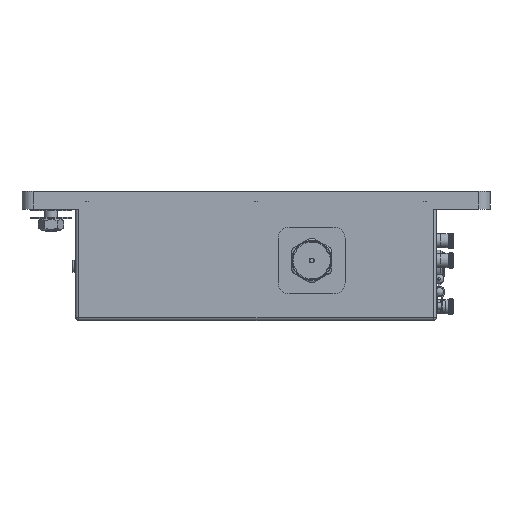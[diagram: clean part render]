
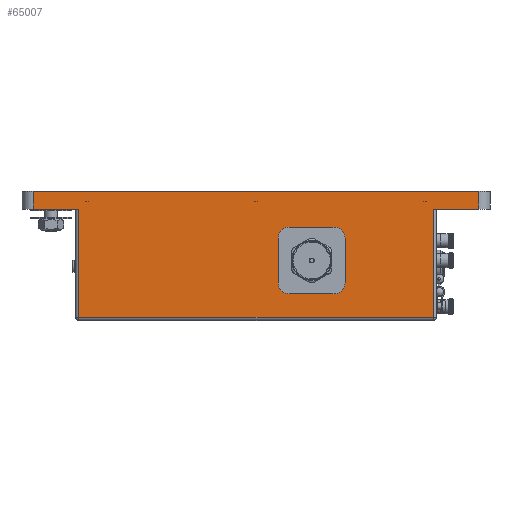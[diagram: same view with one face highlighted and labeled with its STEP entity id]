
A CAD part, left-side view. The second image highlights one B-rep face of the part: STEP entity #65007.
In plain terms, the highlighted planar face has unit normal (-1, 0, 0).
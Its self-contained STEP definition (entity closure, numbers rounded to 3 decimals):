
#1041=FACE_BOUND('',#9201,.T.);
#2893=PLANE('',#69781);
#5830=FACE_OUTER_BOUND('',#9200,.T.);
#9200=EDGE_LOOP('',(#53084,#53085,#53086,#53087,#53088,#53089,#53090,#53091));
#9201=EDGE_LOOP('',(#53092,#53093,#53094,#53095,#53096,#53097,#53098,#53099));
#11858=CIRCLE('',#69782,5.);
#11859=CIRCLE('',#69783,5.);
#11860=CIRCLE('',#69784,5.);
#11861=CIRCLE('',#69785,5.);
#18056=LINE('',#201266,#22166);
#18057=LINE('',#201270,#22167);
#18058=LINE('',#201272,#22168);
#18059=LINE('',#201274,#22169);
#18060=LINE('',#201276,#22170);
#18061=LINE('',#201278,#22171);
#18062=LINE('',#201279,#22172);
#18063=LINE('',#201280,#22173);
#18064=LINE('',#201283,#22174);
#18065=LINE('',#201287,#22175);
#18066=LINE('',#201291,#22176);
#18067=LINE('',#201295,#22177);
#22166=VECTOR('',#82422,10.);
#22167=VECTOR('',#82425,10.);
#22168=VECTOR('',#82426,10.);
#22169=VECTOR('',#82427,10.);
#22170=VECTOR('',#82428,10.);
#22171=VECTOR('',#82429,10.);
#22172=VECTOR('',#82430,10.);
#22173=VECTOR('',#82431,10.);
#22174=VECTOR('',#82432,10.);
#22175=VECTOR('',#82435,10.);
#22176=VECTOR('',#82438,10.);
#22177=VECTOR('',#82441,10.);
#28020=VERTEX_POINT('',#201259);
#28023=VERTEX_POINT('',#201264);
#28024=VERTEX_POINT('',#201268);
#28025=VERTEX_POINT('',#201269);
#28026=VERTEX_POINT('',#201271);
#28027=VERTEX_POINT('',#201273);
#28028=VERTEX_POINT('',#201275);
#28029=VERTEX_POINT('',#201277);
#28030=VERTEX_POINT('',#201281);
#28031=VERTEX_POINT('',#201282);
#28032=VERTEX_POINT('',#201284);
#28033=VERTEX_POINT('',#201286);
#28034=VERTEX_POINT('',#201288);
#28035=VERTEX_POINT('',#201290);
#28036=VERTEX_POINT('',#201292);
#28037=VERTEX_POINT('',#201294);
#36821=EDGE_CURVE('',#28023,#28020,#18056,.T.);
#36822=EDGE_CURVE('',#28024,#28025,#18057,.T.);
#36823=EDGE_CURVE('',#28024,#28026,#18058,.T.);
#36824=EDGE_CURVE('',#28027,#28026,#18059,.T.);
#36825=EDGE_CURVE('',#28028,#28027,#18060,.T.);
#36826=EDGE_CURVE('',#28029,#28028,#18061,.T.);
#36827=EDGE_CURVE('',#28029,#28020,#18062,.T.);
#36828=EDGE_CURVE('',#28025,#28023,#18063,.T.);
#36829=EDGE_CURVE('',#28030,#28031,#18064,.T.);
#36830=EDGE_CURVE('',#28032,#28031,#11858,.T.);
#36831=EDGE_CURVE('',#28032,#28033,#18065,.T.);
#36832=EDGE_CURVE('',#28034,#28033,#11859,.T.);
#36833=EDGE_CURVE('',#28034,#28035,#18066,.T.);
#36834=EDGE_CURVE('',#28036,#28035,#11860,.T.);
#36835=EDGE_CURVE('',#28036,#28037,#18067,.T.);
#36836=EDGE_CURVE('',#28030,#28037,#11861,.T.);
#53084=ORIENTED_EDGE('',*,*,#36822,.F.);
#53085=ORIENTED_EDGE('',*,*,#36823,.T.);
#53086=ORIENTED_EDGE('',*,*,#36824,.F.);
#53087=ORIENTED_EDGE('',*,*,#36825,.F.);
#53088=ORIENTED_EDGE('',*,*,#36826,.F.);
#53089=ORIENTED_EDGE('',*,*,#36827,.T.);
#53090=ORIENTED_EDGE('',*,*,#36821,.F.);
#53091=ORIENTED_EDGE('',*,*,#36828,.F.);
#53092=ORIENTED_EDGE('',*,*,#36829,.T.);
#53093=ORIENTED_EDGE('',*,*,#36830,.F.);
#53094=ORIENTED_EDGE('',*,*,#36831,.T.);
#53095=ORIENTED_EDGE('',*,*,#36832,.F.);
#53096=ORIENTED_EDGE('',*,*,#36833,.T.);
#53097=ORIENTED_EDGE('',*,*,#36834,.F.);
#53098=ORIENTED_EDGE('',*,*,#36835,.T.);
#53099=ORIENTED_EDGE('',*,*,#36836,.F.);
#65007=ADVANCED_FACE('',(#5830,#1041),#2893,.T.);
#69781=AXIS2_PLACEMENT_3D('',#201267,#82423,#82424);
#69782=AXIS2_PLACEMENT_3D('',#201285,#82433,#82434);
#69783=AXIS2_PLACEMENT_3D('',#201289,#82436,#82437);
#69784=AXIS2_PLACEMENT_3D('',#201293,#82439,#82440);
#69785=AXIS2_PLACEMENT_3D('',#201296,#82442,#82443);
#82422=DIRECTION('',(0.,0.,-1.));
#82423=DIRECTION('center_axis',(-1.,0.,0.));
#82424=DIRECTION('ref_axis',(0.,0.,
1.));
#82425=DIRECTION('',(0.,0.,1.));
#82426=DIRECTION('',(0.,-1.,0.));
#82427=DIRECTION('',(0.,0.,1.));
#82428=DIRECTION('',(0.,1.,0.));
#82429=DIRECTION('',(0.,0.,-1.));
#82430=DIRECTION('',(0.,-1.,0.));
#82431=DIRECTION('',(0.,-1.,0.));
#82432=DIRECTION('',(0.,1.,0.));
#82433=DIRECTION('center_axis',(-1.,0.,0.));
#82434=DIRECTION('ref_axis',(0.,0.707,-0.707));
#82435=DIRECTION('',(0.,0.,1.));
#82436=DIRECTION('center_axis',(-1.,0.,0.));
#82437=DIRECTION('ref_axis',(0.,0.707,0.707));
#82438=DIRECTION('',(0.,-1.,0.));
#82439=DIRECTION('center_axis',(-1.,0.,0.));
#82440=DIRECTION('ref_axis',(0.,-0.707,0.707));
#82441=DIRECTION('',(0.,0.,-1.));
#82442=DIRECTION('center_axis',(-1.,0.,0.));
#82443=DIRECTION('ref_axis',(0.,-0.707,-0.707));
#201259=CARTESIAN_POINT('',(-138.,-100.,50.));
#201264=CARTESIAN_POINT('',(-138.,-100.,58.));
#201266=CARTESIAN_POINT('',(-138.,-100.,54.));
#201267=CARTESIAN_POINT('Origin',(-138.,-81.,50.));
#201268=CARTESIAN_POINT('',(-138.,100.,50.));
#201269=CARTESIAN_POINT('',(-138.,100.,58.));
#201270=CARTESIAN_POINT('',(-138.,100.,54.));
#201271=CARTESIAN_POINT('',(-138.,79.5,50.));
#201272=CARTESIAN_POINT('',(-138.,105.,50.));
#201273=CARTESIAN_POINT('',(-138.,79.5,1.5));
#201274=CARTESIAN_POINT('',(-138.,79.5,0.));
#201275=CARTESIAN_POINT('',(-138.,-79.5,1.5));
#201276=CARTESIAN_POINT('',(-138.,-40.5,1.5));
#201277=CARTESIAN_POINT('',(-138.,-79.5,50.));
#201278=CARTESIAN_POINT('',(-138.,-79.5,0.));
#201279=CARTESIAN_POINT('',(-138.,105.,50.));
#201280=CARTESIAN_POINT('',(-138.,105.,58.));
#201281=CARTESIAN_POINT('',(-138.,-35.,12.));
#201282=CARTESIAN_POINT('',(-138.,-15.,12.));
#201283=CARTESIAN_POINT('',(-138.,-45.5,12.));
#201284=CARTESIAN_POINT('',(-138.,-10.,17.));
#201285=CARTESIAN_POINT('Origin',(-138.,-15.,17.));
#201286=CARTESIAN_POINT('',(-138.,-10.,37.));
#201287=CARTESIAN_POINT('',(-138.,-10.,21.));
#201288=CARTESIAN_POINT('',(-138.,-15.,42.));
#201289=CARTESIAN_POINT('Origin',(-138.,-15.,37.));
#201290=CARTESIAN_POINT('',(-138.,-35.,42.));
#201291=CARTESIAN_POINT('',(-138.,-60.5,42.));
#201292=CARTESIAN_POINT('',(-138.,-40.,37.));
#201293=CARTESIAN_POINT('Origin',(-138.,-35.,37.));
#201294=CARTESIAN_POINT('',(-138.,-40.,17.));
#201295=CARTESIAN_POINT('',(-138.,-40.,6.));
#201296=CARTESIAN_POINT('Origin',(-138.,-35.,17.));
